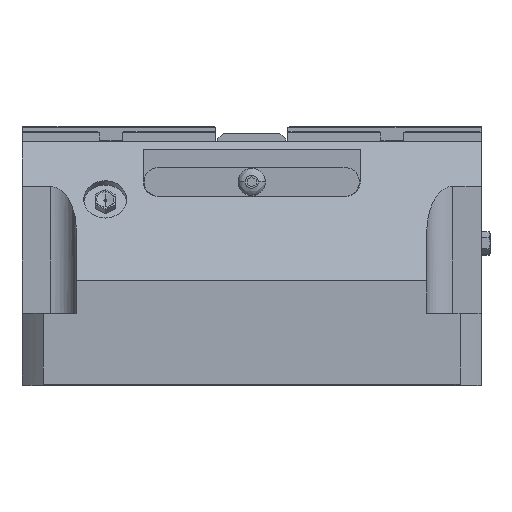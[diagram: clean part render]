
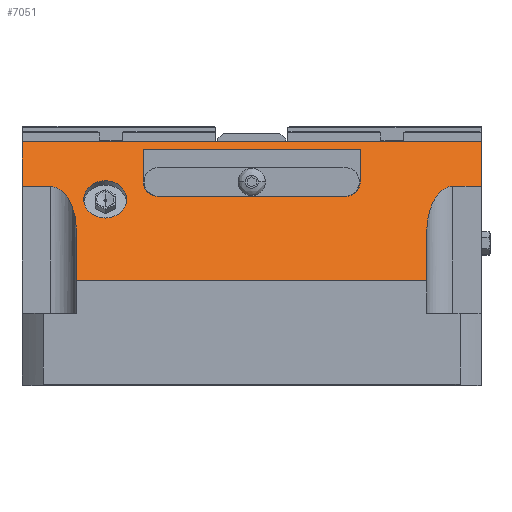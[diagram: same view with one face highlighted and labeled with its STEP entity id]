
A CAD part, top view. The second image highlights one B-rep face of the part: STEP entity #7051.
In plain terms, the highlighted planar face has unit normal (0, 0.5, 0.866).
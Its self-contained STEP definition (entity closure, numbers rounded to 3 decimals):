
#341=DIRECTION('',(0.,-0.866,0.5));
#342=VECTOR('',#341,18.);
#343=CARTESIAN_POINT('',(80.,84.8,52.));
#344=LINE('',#343,#342);
#823=DIRECTION('',(0.,0.866,-0.5));
#824=VECTOR('',#823,18.);
#825=CARTESIAN_POINT('',(-80.,69.212,61.));
#826=LINE('',#825,#824);
#1433=DIRECTION('',(1.,0.,0.));
#1434=VECTOR('',#1433,160.);
#1435=CARTESIAN_POINT('',(-80.,84.8,52.));
#1436=LINE('',#1435,#1434);
#1472=DIRECTION('',(1.,0.,0.));
#1473=VECTOR('',#1472,122.);
#1474=CARTESIAN_POINT('',(-61.,36.303,80.));
#1475=LINE('',#1474,#1473);
#1479=CARTESIAN_POINT('',(-51.,64.704,63.603));
#1480=DIRECTION('',(0.,-0.5,-0.866));
#1481=DIRECTION('',(1.,0.,0.));
#1482=AXIS2_PLACEMENT_3D('',#1479,#1480,#1481);
#1487=CARTESIAN_POINT('',(-51.,64.704,63.603));
#1488=DIRECTION('',(0.,-0.5,-0.866));
#1489=DIRECTION('',(-1.,0.,0.));
#1490=AXIS2_PLACEMENT_3D('',#1487,#1488,#1489);
#1495=DIRECTION('',(-1.,0.,0.));
#1496=VECTOR('',#1495,10.);
#1497=CARTESIAN_POINT('',(80.,69.212,61.));
#1498=LINE('',#1497,#1496);
#1516=CARTESIAN_POINT('',(70.,69.212,61.));
#1517=CARTESIAN_POINT('',(69.438,69.212,61.));
#1518=CARTESIAN_POINT('',(68.505,69.045,61.096));
#1519=CARTESIAN_POINT('',(66.988,68.41,61.463));
#1520=CARTESIAN_POINT('',(65.513,67.252,62.131));
#1521=CARTESIAN_POINT('',(64.119,65.536,63.122));
#1522=CARTESIAN_POINT('',(62.646,62.915,64.635));
#1523=CARTESIAN_POINT('',(61.403,59.12,66.826));
#1524=CARTESIAN_POINT('',(61.,55.572,68.875));
#1525=CARTESIAN_POINT('',(61.,53.623,70.));
#1544=DIRECTION('',(0.,-0.866,0.5));
#1545=VECTOR('',#1544,20.);
#1546=CARTESIAN_POINT('',(61.,53.623,70.));
#1547=LINE('',#1546,#1545);
#2055=DIRECTION('',(-1.,0.,0.));
#2056=VECTOR('',#2055,10.);
#2057=CARTESIAN_POINT('',(-70.,69.212,61.));
#2058=LINE('',#2057,#2056);
#2076=CARTESIAN_POINT('',(-61.,53.623,70.));
#2077=CARTESIAN_POINT('',(-61.,55.572,68.875));
#2078=CARTESIAN_POINT('',(-61.403,59.12,66.826));
#2079=CARTESIAN_POINT('',(-62.646,62.915,64.635));
#2080=CARTESIAN_POINT('',(-64.119,65.536,63.122));
#2081=CARTESIAN_POINT('',(-65.513,67.252,62.131));
#2082=CARTESIAN_POINT('',(-66.988,68.41,61.463));
#2083=CARTESIAN_POINT('',(-68.505,69.045,61.096));
#2084=CARTESIAN_POINT('',(-69.438,69.212,61.));
#2085=CARTESIAN_POINT('',(-70.,69.212,61.));
#2097=DIRECTION('',(0.,0.866,-0.5));
#2098=VECTOR('',#2097,20.);
#2099=CARTESIAN_POINT('',(-61.,36.303,80.));
#2100=LINE('',#2099,#2098);
#3119=DIRECTION('',(0.,-0.866,0.5));
#3120=VECTOR('',#3119,13.166);
#3121=CARTESIAN_POINT('',(-37.8,82.202,53.5));
#3122=LINE('',#3121,#3120);
#3133=DIRECTION('',(-1.,0.,0.));
#3134=VECTOR('',#3133,75.6);
#3135=CARTESIAN_POINT('',(37.8,82.202,53.5));
#3136=LINE('',#3135,#3134);
#3204=DIRECTION('',(0.,0.866,-0.5));
#3205=VECTOR('',#3204,13.166);
#3206=CARTESIAN_POINT('',(37.8,70.8,60.083));
#3207=LINE('',#3206,#3205);
#3218=CARTESIAN_POINT('',(32.8,65.8,62.97));
#3219=CARTESIAN_POINT('',(33.698,65.8,62.97));
#3220=CARTESIAN_POINT('',(35.028,66.203,62.737));
#3221=CARTESIAN_POINT('',(36.488,67.271,62.12));
#3222=CARTESIAN_POINT('',(37.475,68.749,61.267));
#3223=CARTESIAN_POINT('',(37.8,70.022,60.532));
#3224=CARTESIAN_POINT('',(37.8,70.8,60.083));
#3243=DIRECTION('',(1.,0.,0.));
#3244=VECTOR('',#3243,65.6);
#3245=CARTESIAN_POINT('',(-32.8,65.8,62.97));
#3246=LINE('',#3245,#3244);
#3257=CARTESIAN_POINT('',(-37.8,70.8,60.083));
#3258=CARTESIAN_POINT('',(-37.8,70.022,60.532));
#3259=CARTESIAN_POINT('',(-37.475,68.749,61.267));
#3260=CARTESIAN_POINT('',(-36.488,67.271,62.12));
#3261=CARTESIAN_POINT('',(-35.028,66.203,62.737));
#3262=CARTESIAN_POINT('',(-33.698,65.8,62.97));
#3263=CARTESIAN_POINT('',(-32.8,65.8,62.97));
#4981=VERTEX_POINT('',#3218);
#4982=VERTEX_POINT('',#3224);
#4987=CARTESIAN_POINT('',(-32.8,65.8,62.97));
#4988=VERTEX_POINT('',#4987);
#4991=VERTEX_POINT('',#3257);
#4994=CARTESIAN_POINT('',(37.8,82.202,53.5));
#4995=VERTEX_POINT('',#4994);
#4996=CARTESIAN_POINT('',(-37.8,82.202,53.5));
#4997=VERTEX_POINT('',#4996);
#5078=CARTESIAN_POINT('',(80.,84.8,52.));
#5079=VERTEX_POINT('',#5078);
#5080=CARTESIAN_POINT('',(80.,69.212,61.));
#5081=VERTEX_POINT('',#5080);
#5104=CARTESIAN_POINT('',(-80.,69.212,61.));
#5105=VERTEX_POINT('',#5104);
#5106=CARTESIAN_POINT('',(-80.,84.8,52.));
#5107=VERTEX_POINT('',#5106);
#5180=CARTESIAN_POINT('',(-70.,69.212,61.));
#5181=VERTEX_POINT('',#5180);
#5182=VERTEX_POINT('',#2076);
#5183=CARTESIAN_POINT('',(-61.,36.303,80.));
#5184=VERTEX_POINT('',#5183);
#5185=CARTESIAN_POINT('',(61.,36.303,80.));
#5186=VERTEX_POINT('',#5185);
#5187=CARTESIAN_POINT('',(61.,53.623,70.));
#5188=VERTEX_POINT('',#5187);
#5189=VERTEX_POINT('',#1516);
#5290=CARTESIAN_POINT('',(-58.5,64.704,63.603));
#5292=VERTEX_POINT('',#5290);
#5294=CARTESIAN_POINT('',(-43.5,64.704,63.603));
#5296=VERTEX_POINT('',#5294);
#7007=CARTESIAN_POINT('',(80.,36.303,80.));
#7008=DIRECTION('',(0.,-0.5,-0.866));
#7009=DIRECTION('',(-1.,0.,0.));
#7010=AXIS2_PLACEMENT_3D('',#7007,#7008,#7009);
#7011=PLANE('',#7010);
#7012=ORIENTED_EDGE('',*,*,#6234,.T.);
#7013=ORIENTED_EDGE('',*,*,#6984,.T.);
#7014=ORIENTED_EDGE('',*,*,#5930,.T.);
#7016=ORIENTED_EDGE('',*,*,#7015,.T.);
#7018=ORIENTED_EDGE('',*,*,#7017,.T.);
#7020=ORIENTED_EDGE('',*,*,#7019,.T.);
#7022=ORIENTED_EDGE('',*,*,#7021,.F.);
#7024=ORIENTED_EDGE('',*,*,#7023,.T.);
#7026=ORIENTED_EDGE('',*,*,#7025,.T.);
#7028=ORIENTED_EDGE('',*,*,#7027,.T.);
#7029=EDGE_LOOP('',(#7012,#7013,#7014,#7016,#7018,#7020,#7022,#7024,#7026,
#7028));
#7030=FACE_OUTER_BOUND('',#7029,.F.);
#7032=ORIENTED_EDGE('',*,*,#7031,.F.);
#7034=ORIENTED_EDGE('',*,*,#7033,.F.);
#7035=EDGE_LOOP('',(#7032,#7034));
#7036=FACE_BOUND('',#7035,.F.);
#7038=ORIENTED_EDGE('',*,*,#7037,.T.);
#7040=ORIENTED_EDGE('',*,*,#7039,.T.);
#7042=ORIENTED_EDGE('',*,*,#7041,.T.);
#7044=ORIENTED_EDGE('',*,*,#7043,.T.);
#7046=ORIENTED_EDGE('',*,*,#7045,.T.);
#7048=ORIENTED_EDGE('',*,*,#7047,.T.);
#7049=EDGE_LOOP('',(#7038,#7040,#7042,#7044,#7046,#7048));
#7050=FACE_BOUND('',#7049,.F.);
#1483=CIRCLE('',#1482,7.5);
#1491=CIRCLE('',#1490,7.5);
#1526=B_SPLINE_CURVE_WITH_KNOTS('',3,(#1516,#1517,#1518,#1519,#1520,#1521,#1522,
#1523,#1524,#1525),.UNSPECIFIED.,.F.,.F.,(4,1,1,1,1,1,1,4),(0.,0.063,
0.125,0.25,0.375,0.5,0.75,1.),.UNSPECIFIED.);
#2086=B_SPLINE_CURVE_WITH_KNOTS('',3,(#2076,#2077,#2078,#2079,#2080,#2081,#2082,
#2083,#2084,#2085),.UNSPECIFIED.,.F.,.F.,(4,1,1,1,1,1,1,4),(0.,0.25,0.5,
0.625,0.75,0.875,0.938,1.),.UNSPECIFIED.);
#3225=B_SPLINE_CURVE_WITH_KNOTS('',3,(#3218,#3219,#3220,#3221,#3222,#3223,
#3224),.UNSPECIFIED.,.F.,.F.,(4,1,1,1,4),(0.,0.25,0.5,0.75,1.),
.UNSPECIFIED.);
#3264=B_SPLINE_CURVE_WITH_KNOTS('',3,(#3257,#3258,#3259,#3260,#3261,#3262,
#3263),.UNSPECIFIED.,.F.,.F.,(4,1,1,1,4),(0.,0.25,0.5,0.75,1.),
.UNSPECIFIED.);
#5930=EDGE_CURVE('',#5079,#5081,#344,.T.);
#6234=EDGE_CURVE('',#5105,#5107,#826,.T.);
#6984=EDGE_CURVE('',#5107,#5079,#1436,.T.);
#7015=EDGE_CURVE('',#5081,#5189,#1498,.T.);
#7017=EDGE_CURVE('',#5189,#5188,#1526,.T.);
#7019=EDGE_CURVE('',#5188,#5186,#1547,.T.);
#7021=EDGE_CURVE('',#5184,#5186,#1475,.T.);
#7023=EDGE_CURVE('',#5184,#5182,#2100,.T.);
#7025=EDGE_CURVE('',#5182,#5181,#2086,.T.);
#7027=EDGE_CURVE('',#5181,#5105,#2058,.T.);
#7031=EDGE_CURVE('',#5296,#5292,#1483,.T.);
#7033=EDGE_CURVE('',#5292,#5296,#1491,.T.);
#7037=EDGE_CURVE('',#4997,#4991,#3122,.T.);
#7039=EDGE_CURVE('',#4991,#4988,#3264,.T.);
#7041=EDGE_CURVE('',#4988,#4981,#3246,.T.);
#7043=EDGE_CURVE('',#4981,#4982,#3225,.T.);
#7045=EDGE_CURVE('',#4982,#4995,#3207,.T.);
#7047=EDGE_CURVE('',#4995,#4997,#3136,.T.);
#7051=ADVANCED_FACE('',(#7030,#7036,#7050),#7011,.F.);
